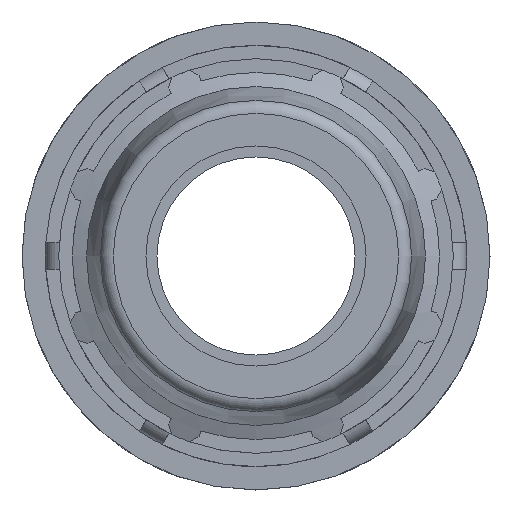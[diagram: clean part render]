
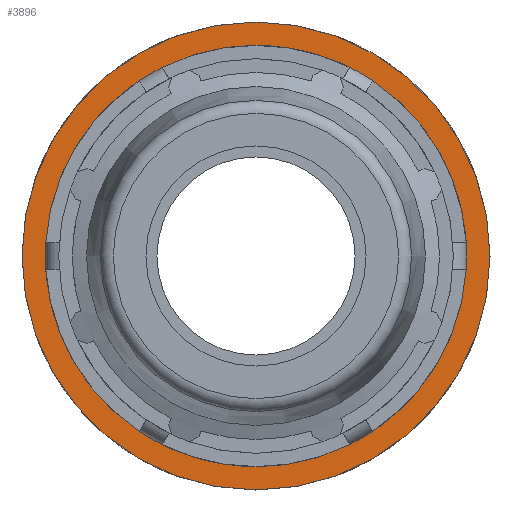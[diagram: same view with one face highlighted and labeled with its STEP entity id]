
A CAD part, left-side view. The second image highlights one B-rep face of the part: STEP entity #3896.
In plain terms, the highlighted planar face has unit normal (-1, 0, 0).
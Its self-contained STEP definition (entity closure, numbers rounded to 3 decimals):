
#775=FACE_BOUND('',#1201,.T.);
#960=FACE_OUTER_BOUND('',#1200,.T.);
#1200=EDGE_LOOP('',(#3186));
#1201=EDGE_LOOP('',(#3187));
#1264=CIRCLE('',#3964,59.094);
#1309=CIRCLE('',#4050,67.);
#1436=VERTEX_POINT('',#5404);
#1573=VERTEX_POINT('',#5763);
#1808=EDGE_CURVE('',#1436,#1436,#1264,.T.);
#1973=EDGE_CURVE('',#1573,#1573,#1309,.T.);
#3186=ORIENTED_EDGE('',*,*,#1973,.F.);
#3187=ORIENTED_EDGE('',*,*,#1808,.T.);
#3495=PLANE('',#4267);
#3896=ADVANCED_FACE('',(#960,#775),#3495,.T.);
#3964=AXIS2_PLACEMENT_3D('',#5405,#4377,#4378);
#4050=AXIS2_PLACEMENT_3D('',#5764,#4661,#4662);
#4267=AXIS2_PLACEMENT_3D('',#6694,#5241,#5242);
#4377=DIRECTION('center_axis',(1.,0.,0.));
#4378=DIRECTION('ref_axis',(0.,1.,0.));
#4661=DIRECTION('center_axis',(1.,0.,0.));
#4662=DIRECTION('ref_axis',(0.,0.,-1.));
#5241=DIRECTION('center_axis',(-1.,0.,0.));
#5242=DIRECTION('ref_axis',(0.,0.,1.));
#5404=CARTESIAN_POINT('',(44.56,59.094,0.));
#5405=CARTESIAN_POINT('Origin',(44.56,0.,0.));
#5763=CARTESIAN_POINT('',(44.56,0.,67.));
#5764=CARTESIAN_POINT('Origin',(44.56,0.,0.));
#6694=CARTESIAN_POINT('Origin',(44.56,67.,0.));
